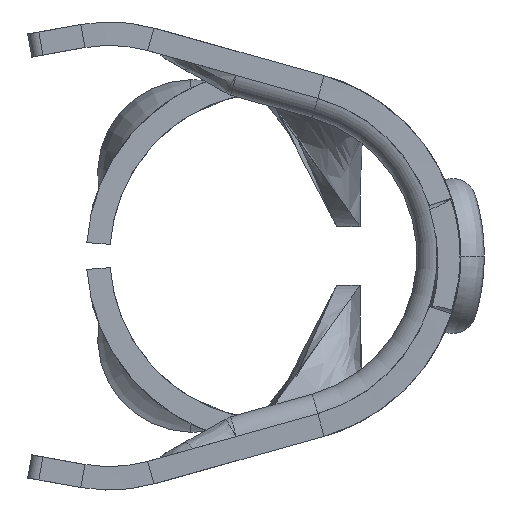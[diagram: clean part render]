
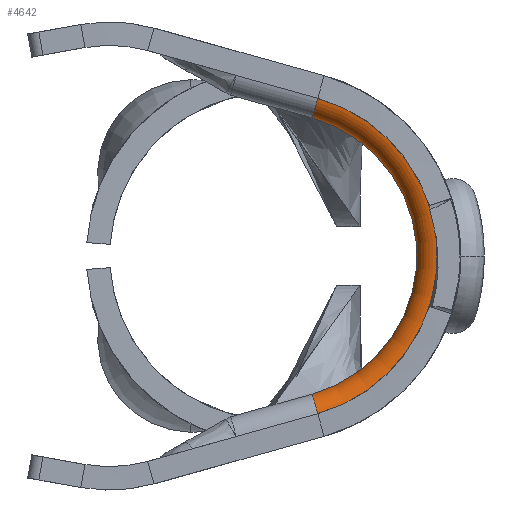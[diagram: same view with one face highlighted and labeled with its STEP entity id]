
A CAD part, left-side view. The second image highlights one B-rep face of the part: STEP entity #4642.
In plain terms, the highlighted toroidal (fillet/blend) face has major radius 3.619 mm and minor radius 0.508 mm.
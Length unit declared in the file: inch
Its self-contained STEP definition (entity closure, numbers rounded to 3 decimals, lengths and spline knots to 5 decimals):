
#359 = CARTESIAN_POINT ( 'NONE',  ( -1.62016, 0., 0. ) ) ;
#665 = AXIS2_PLACEMENT_3D ( 'NONE', #14685, #3935, #8705 ) ;
#1166 = CARTESIAN_POINT ( 'NONE',  ( -1.64, 0., 0. ) ) ;
#1503 = ORIENTED_EDGE ( 'NONE', *, *, #7347, .F. ) ;
#1631 = CARTESIAN_POINT ( 'NONE',  ( -1.62016, -0.03845, -0.13721 ) ) ;
#1663 = AXIS2_PLACEMENT_3D ( 'NONE', #1631, #10019, #14832 ) ;
#2645 = CIRCLE ( 'NONE', #9407, 0.14 ) ;
#3935 = DIRECTION ( 'NONE',  ( 0., 0.963, 0.27 ) ) ;
#4442 = AXIS2_PLACEMENT_3D ( 'NONE', #4717, #9492, #14301 ) ;
#4642 = ADVANCED_FACE ( 'NONE', ( #13471 ), #12455, .T. ) ;
#4717 = CARTESIAN_POINT ( 'NONE',  ( -1.62016, 0., 0. ) ) ;
#4969 = EDGE_CURVE ( 'NONE', #8807, #9651, #12452, .T. ) ;
#5143 = DIRECTION ( 'NONE',  ( -1., 0., 0. ) ) ;
#5787 = VERTEX_POINT ( 'NONE', #9734 ) ;
#5952 = DIRECTION ( 'NONE',  ( 1., 0., 0. ) ) ;
#7347 = EDGE_CURVE ( 'NONE', #5787, #9544, #11449, .T. ) ;
#8053 = ORIENTED_EDGE ( 'NONE', *, *, #4969, .F. ) ;
#8282 = EDGE_CURVE ( 'NONE', #9544, #8807, #13971, .T. ) ;
#8705 = DIRECTION ( 'NONE',  ( 0., 0.27, -0.963 ) ) ;
#8748 = EDGE_CURVE ( 'NONE', #9651, #5787, #2645, .T. ) ;
#8807 = VERTEX_POINT ( 'NONE', #9773 ) ;
#9407 = AXIS2_PLACEMENT_3D ( 'NONE', #1166, #5952, #10733 ) ;
#9492 = DIRECTION ( 'NONE',  ( -1., 0., 0. ) ) ;
#9544 = VERTEX_POINT ( 'NONE', #14842 ) ;
#9651 = VERTEX_POINT ( 'NONE', #10433 ) ;
#9734 = CARTESIAN_POINT ( 'NONE',  ( -1.64, -0.03777, -0.13481 ) ) ;
#9773 = CARTESIAN_POINT ( 'NONE',  ( -1.62016, -0.03305, 0.11796 ) ) ;
#9916 = DIRECTION ( 'NONE',  ( 0., 0., 1. ) ) ;
#9967 = EDGE_LOOP ( 'NONE', ( #8053, #13431, #1503, #15464 ) ) ;
#10019 = DIRECTION ( 'NONE',  ( 0., 0.963, -0.27 ) ) ;
#10433 = CARTESIAN_POINT ( 'NONE',  ( -1.64, -0.03777, 0.13481 ) ) ;
#10454 = AXIS2_PLACEMENT_3D ( 'NONE', #359, #5143, #9916 ) ;
#10733 = DIRECTION ( 'NONE',  ( 0., 0., -1. ) ) ;
#11449 = CIRCLE ( 'NONE', #1663, 0.02 ) ;
#12452 = CIRCLE ( 'NONE', #665, 0.02 ) ;
#12455 = TOROIDAL_SURFACE ( 'NONE', #10454, 0.1425, 0.02 ) ;
#13431 = ORIENTED_EDGE ( 'NONE', *, *, #8282, .F. ) ;
#13471 = FACE_OUTER_BOUND ( 'NONE', #9967, .T. ) ;
#13971 = CIRCLE ( 'NONE', #4442, 0.1225 ) ;
#14301 = DIRECTION ( 'NONE',  ( 0., 0., 1. ) ) ;
#14685 = CARTESIAN_POINT ( 'NONE',  ( -1.62016, -0.03845, 0.13721 ) ) ;
#14832 = DIRECTION ( 'NONE',  ( 0., 0.27, 0.963 ) ) ;
#14842 = CARTESIAN_POINT ( 'NONE',  ( -1.62016, -0.03305, -0.11796 ) ) ;
#15464 = ORIENTED_EDGE ( 'NONE', *, *, #8748, .F. ) ;
